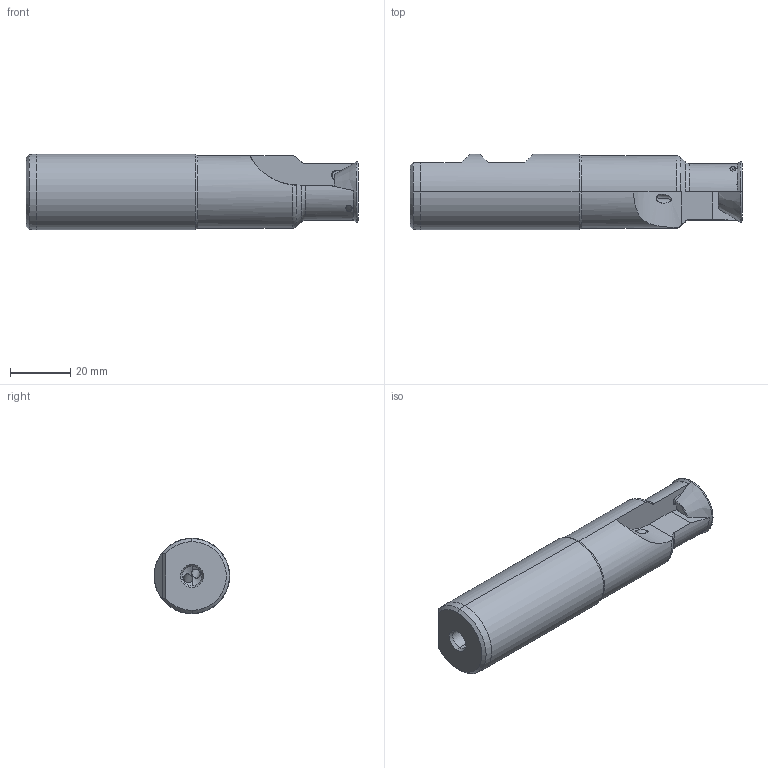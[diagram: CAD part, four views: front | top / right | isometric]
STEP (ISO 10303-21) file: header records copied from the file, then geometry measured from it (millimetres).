
FILE_DESCRIPTION (( 'STEP AP214' ), '1' );
FILE_NAME ('VS 90-M12-84.STEP', '2016-06-14T09:59:33', ( '' ), ( '' ), 'SwSTEP 2.0', 'SolidWorks 2016', '' );
FILE_SCHEMA (( 'AUTOMOTIVE_DESIGN' ));
Length unit declared in the file: millimetre
Products named in the file (1): VS 90-M12-84
Bounding box: 110 x 25 x 25 mm (x, y, z)
Volume: 41577 mm3; surface area: 11003.3 mm2
Topology: 1 solids, 1 shells, 89 faces, 237 edges, 149 vertices
Faces by surface type: cone 31, plane 27, cylinder 20, torus 11
Entity records: 3580 total; most frequent: CARTESIAN_POINT 1186, ORIENTED_EDGE 470, DIRECTION 394, EDGE_CURVE 235, AXIS2_PLACEMENT_3D 158, VERTEX_POINT 149, EDGE_LOOP 98, ADVANCED_FACE 89
